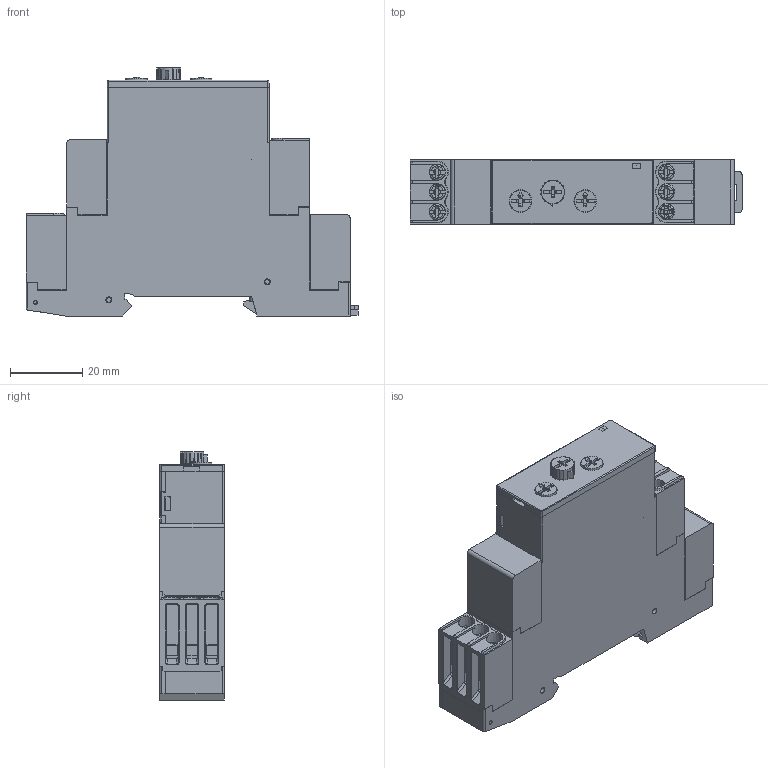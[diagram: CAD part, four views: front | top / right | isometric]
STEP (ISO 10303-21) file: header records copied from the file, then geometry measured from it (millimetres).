
FILE_DESCRIPTION(/* description */ ('Unknown'),/* implementation_level */ '2;1');
FILE_NAME(/* name */ '88827004 ',/* time_stamp */ '2024-12-27T17:23:52+06:00',/* author */ ('Unknown'),/* organization */ ('Unknown'),/* preprocessor_version */ 'ST-DEVELOPER v18.104',/* originating_system */ 'Solid Edge',/* authorisation */ 'Unknown');
FILE_SCHEMA (('AUTOMOTIVE_DESIGN {1 0 10303 214 3 1 1}'));
Products named in the file (1): 88827004 
Bounding box: 92.19 x 17.9 x 68.87 mm (x, y, z)
Volume: 26976 mm3; surface area: 45677.9 mm2
Topology: 55 solids, 55 shells, 3876 faces, 10279 edges, 6466 vertices
Faces by surface type: plane 2204, cylinder 1037, cone 207, torus 207, sphere 139, bspline 82
Full cylindrical faces by diameter (mm): 0.01 x1, 0.05 x2, 0.1 x12, 0.2 x6, 1.4 x4, 1.5 x9, 2.4 x12, 2.459 x6, 2.5 x1, 3.2 x6, 4.5 x12, 6.3 x2
Entity records: 133807 total; most frequent: CARTESIAN_POINT 40173, ORIENTED_EDGE 19812, DIRECTION 17909, EDGE_CURVE 9906, VERTEX_POINT 6359, LINE 6315, VECTOR 6315, AXIS2_PLACEMENT_3D 5797
